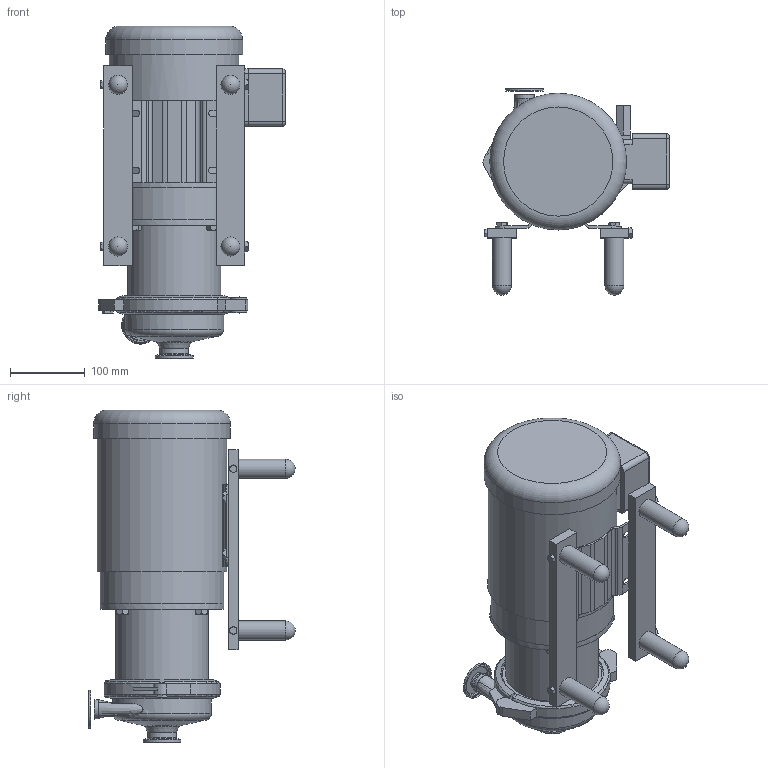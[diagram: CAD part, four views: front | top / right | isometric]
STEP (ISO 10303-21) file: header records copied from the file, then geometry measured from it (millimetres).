
FILE_DESCRIPTION(/* description */ (''),/* implementation_level */ '2;1');
FILE_NAME(/* name */ 'W+_W+10-08_56C_1.5x1.0_S-Line_0.stp',/* time_stamp */ '2020-09-02T10:53:52+05:00',/* author */ ('KRXREM'),/* organization */ (''),/* preprocessor_version */ 'ST-DEVELOPER v17',/* originating_system */ 'Autodesk Inventor 2018',/* authorisation */ '');
FILE_SCHEMA (('AUTOMOTIVE_DESIGN { 1 0 10303 214 3 1 1 }'));
Length unit declared in the file: inch
Products named in the file (1): W+_W+10-08_56C_1.5x1.0_S-Line_0.5HP_SM
Bounding box: 248.58 x 275.5 x 443.26 mm (x, y, z)
Volume: 9122814.8 mm3; surface area: 408560.4 mm2
Topology: 1 solids, 1 shells, 536 faces, 1447 edges, 922 vertices
Faces by surface type: plane 281, cone 101, cylinder 82, bspline 48, torus 20, sphere 4
Full cylindrical faces by diameter (mm): 7.938 x4, 10 x1, 22.098 x1, 25.4 x4, 25.527 x1, 34.798 x1, 38.227 x1, 50.394 x2, 124 x1, 132 x1, 164.846 x1, 165 x1, 172.974 x1, 182.626 x1
Entity records: 17661 total; most frequent: CARTESIAN_POINT 4308, ORIENTED_EDGE 2886, DIRECTION 2532, EDGE_CURVE 1443, VERTEX_POINT 922, AXIS2_PLACEMENT_3D 897, LINE 738, VECTOR 738
